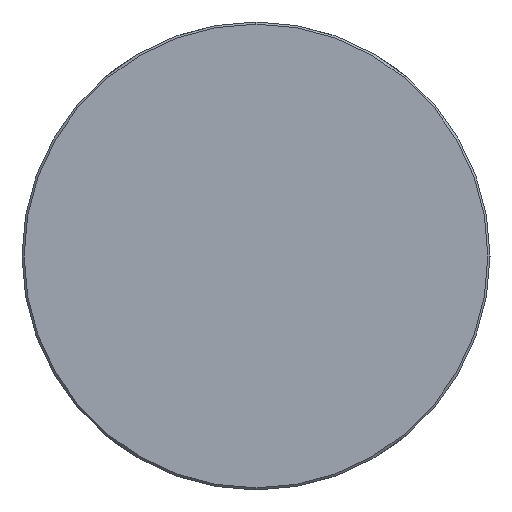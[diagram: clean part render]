
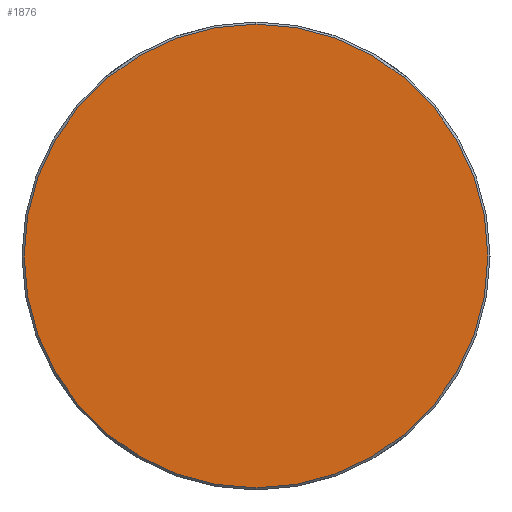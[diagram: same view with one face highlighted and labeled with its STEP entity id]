
A CAD part, left-side view. The second image highlights one B-rep face of the part: STEP entity #1876.
In plain terms, the highlighted planar face has unit normal (-1, 0, 0).
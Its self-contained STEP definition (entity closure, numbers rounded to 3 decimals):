
#52 = CARTESIAN_POINT ( 'NONE',  ( -86.95, 55.154, -55.154 ) ) ;
#119 = FACE_OUTER_BOUND ( 'NONE', #1791, .T. ) ;
#147 = CIRCLE ( 'NONE', #1065, 54.5 ) ;
#183 = AXIS2_PLACEMENT_3D ( 'NONE', #1414, #535, #1442 ) ;
#227 = CARTESIAN_POINT ( 'NONE',  ( -86.95, 0., 0. ) ) ;
#233 = DIRECTION ( 'NONE',  ( -1., 0., 0. ) ) ;
#306 = CARTESIAN_POINT ( 'NONE',  ( -86.95, 0., 54.5 ) ) ;
#380 = CIRCLE ( 'NONE', #183, 54.5 ) ;
#405 = DIRECTION ( 'NONE',  ( 0., 0., -1. ) ) ;
#426 = VERTEX_POINT ( 'NONE', #306 ) ;
#491 = EDGE_CURVE ( 'NONE', #661, #426, #380, .T. ) ;
#535 = DIRECTION ( 'NONE',  ( -1., 0., 0. ) ) ;
#661 = VERTEX_POINT ( 'NONE', #2158 ) ;
#941 = DIRECTION ( 'NONE',  ( -1., 0., 0. ) ) ;
#987 = ORIENTED_EDGE ( 'NONE', *, *, #1677, .T. ) ;
#1065 = AXIS2_PLACEMENT_3D ( 'NONE', #227, #941, #405 ) ;
#1123 = PLANE ( 'NONE',  #2069 ) ;
#1414 = CARTESIAN_POINT ( 'NONE',  ( -86.95, 0., 0. ) ) ;
#1442 = DIRECTION ( 'NONE',  ( 0., 0., -1. ) ) ;
#1634 = DIRECTION ( 'NONE',  ( 0., -1., 0. ) ) ;
#1677 = EDGE_CURVE ( 'NONE', #426, #661, #147, .T. ) ;
#1791 = EDGE_LOOP ( 'NONE', ( #2148, #987 ) ) ;
#1876 = ADVANCED_FACE ( 'NONE', ( #119 ), #1123, .T. ) ;
#2069 = AXIS2_PLACEMENT_3D ( 'NONE', #52, #233, #1634 ) ;
#2148 = ORIENTED_EDGE ( 'NONE', *, *, #491, .T. ) ;
#2158 = CARTESIAN_POINT ( 'NONE',  ( -86.95, 0., -54.5 ) ) ;
